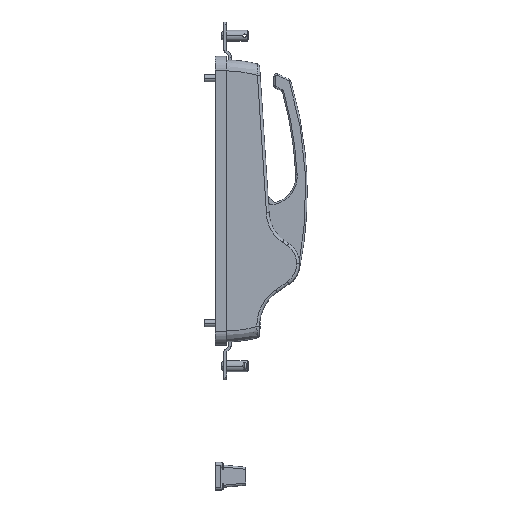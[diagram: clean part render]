
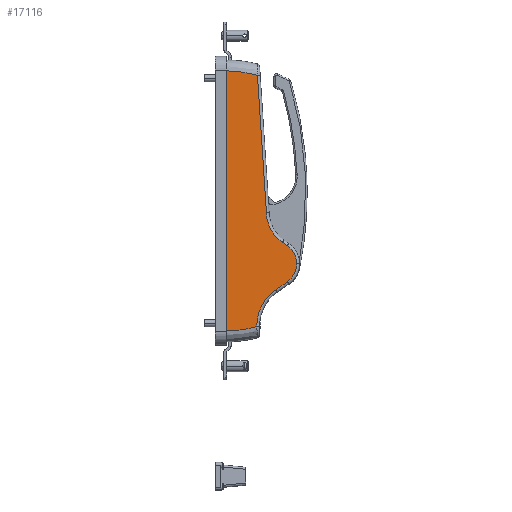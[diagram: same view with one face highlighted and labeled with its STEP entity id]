
A CAD part, top view. The second image highlights one B-rep face of the part: STEP entity #17116.
In plain terms, the highlighted face is planar.
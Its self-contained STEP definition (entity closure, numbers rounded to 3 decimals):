
#95 = FACE_OUTER_BOUND ( 'NONE', #16241, .T. ) ;
#205 = CARTESIAN_POINT ( 'NONE',  ( -21.617, -55.751, 50.575 ) ) ;
#1096 = CARTESIAN_POINT ( 'NONE',  ( -21.958, -8.589, 31.036 ) ) ;
#1238 = VECTOR ( 'NONE', #3728, 1000. ) ;
#1614 = ORIENTED_EDGE ( 'NONE', *, *, #15197, .T. ) ;
#1683 = LINE ( 'NONE', #3659, #16417 ) ;
#1774 = CARTESIAN_POINT ( 'NONE',  ( -21.995, -70.891, 28.954 ) ) ;
#1851 = CARTESIAN_POINT ( 'NONE',  ( -22.491, -94.499, 0.509 ) ) ;
#2141 = CARTESIAN_POINT ( 'NONE',  ( -21.693, -58.806, 46.212 ) ) ;
#2561 =( BOUNDED_CURVE ( )  B_SPLINE_CURVE ( 3, ( #10653, #22182, #12582, #1096 ),
 .UNSPECIFIED., .F., .F. ) 
 B_SPLINE_CURVE_WITH_KNOTS ( ( 4, 4 ),
 ( 2.182, 3.116 ),
 .UNSPECIFIED. ) 
 CURVE ( )  GEOMETRIC_REPRESENTATION_ITEM ( )  RATIONAL_B_SPLINE_CURVE ( ( 1., 0.929, 0.929, 1. ) ) 
 REPRESENTATION_ITEM ( '' )  );
#3457 = EDGE_CURVE ( 'NONE', #23514, #6808, #16746, .T. ) ;
#3490 = ORIENTED_EDGE ( 'NONE', *, *, #3457, .T. ) ;
#3659 = CARTESIAN_POINT ( 'NONE',  ( -22.08, 105., 24.035 ) ) ;
#3677 = PLANE ( 'NONE',  #12601 ) ;
#3728 = DIRECTION ( 'NONE',  ( -0.001, 0.998, -0.065 ) ) ;
#3742 = CARTESIAN_POINT ( 'NONE',  ( -21.693, -58.806, 46.212 ) ) ;
#4064 = EDGE_CURVE ( 'NONE', #24097, #23514, #19968, .T. ) ;
#4184 = CARTESIAN_POINT ( 'NONE',  ( -22.209, 93.394, 16.69 ) ) ;
#4582 =( BOUNDED_CURVE ( )  B_SPLINE_CURVE ( 3, ( #24324, #10867, #16680, #5177 ),
 .UNSPECIFIED., .F., .F. ) 
 B_SPLINE_CURVE_WITH_KNOTS ( ( 4, 4 ),
 ( 0., 0.96 ),
 .UNSPECIFIED. ) 
 CURVE ( )  GEOMETRIC_REPRESENTATION_ITEM ( )  RATIONAL_B_SPLINE_CURVE ( ( 1., 0.925, 0.925, 1. ) ) 
 REPRESENTATION_ITEM ( '' )  );
#4610 = VERTEX_POINT ( 'NONE', #22295 ) ;
#5177 = CARTESIAN_POINT ( 'NONE',  ( -21.693, -32.594, 46.212 ) ) ;
#5305 = EDGE_CURVE ( 'NONE', #6808, #9570, #22584, .T. ) ;
#5598 = DIRECTION ( 'NONE',  ( 1., 0., -0.017 ) ) ;
#5983 = CARTESIAN_POINT ( 'NONE',  ( -21.574, -45.7, 53.035 ) ) ;
#6050 = CARTESIAN_POINT ( 'NONE',  ( -22.08, -90.993, 24.035 ) ) ;
#6103 = CARTESIAN_POINT ( 'NONE',  ( -22.072, 91.295, 24.541 ) ) ;
#6775 = VERTEX_POINT ( 'NONE', #6050 ) ;
#6808 = VERTEX_POINT ( 'NONE', #21519 ) ;
#7126 = VECTOR ( 'NONE', #15509, 1000. ) ;
#7557 = CARTESIAN_POINT ( 'NONE',  ( -22.215, -93.439, 16.343 ) ) ;
#7587 = CARTESIAN_POINT ( 'NONE',  ( -22.085, 102.646, 23.803 ) ) ;
#7779 =( BOUNDED_CURVE ( )  B_SPLINE_CURVE ( 3, ( #9419, #13186, #1774, #15243 ),
 .UNSPECIFIED., .F., .F. ) 
 B_SPLINE_CURVE_WITH_KNOTS ( ( 4, 4 ),
 ( 3.142, 4.102 ),
 .UNSPECIFIED. ) 
 CURVE ( )  GEOMETRIC_REPRESENTATION_ITEM ( )  RATIONAL_B_SPLINE_CURVE ( ( 1., 0.925, 0.925, 1. ) ) 
 REPRESENTATION_ITEM ( '' )  );
#8049 = CARTESIAN_POINT ( 'NONE',  ( -22.491, 94.499, 0.509 ) ) ;
#8562 = VERTEX_POINT ( 'NONE', #3742 ) ;
#8688 = ORIENTED_EDGE ( 'NONE', *, *, #22572, .T. ) ;
#8948 = CARTESIAN_POINT ( 'NONE',  ( -22.072, 91.295, 24.541 ) ) ;
#9403 = ORIENTED_EDGE ( 'NONE', *, *, #17883, .T. ) ;
#9419 = CARTESIAN_POINT ( 'NONE',  ( -22.08, -90.993, 24.035 ) ) ;
#9570 = VERTEX_POINT ( 'NONE', #11119 ) ;
#10589 = EDGE_CURVE ( 'NONE', #20462, #16314, #2561, .T. ) ;
#10614 = VERTEX_POINT ( 'NONE', #14869 ) ;
#10653 = CARTESIAN_POINT ( 'NONE',  ( -21.757, -30.023, 42.541 ) ) ;
#10867 = CARTESIAN_POINT ( 'NONE',  ( -21.574, -40.373, 53.035 ) ) ;
#11119 = CARTESIAN_POINT ( 'NONE',  ( -22.08, -91.429, 24.035 ) ) ;
#11281 = EDGE_CURVE ( 'NONE', #6775, #4610, #7779, .T. ) ;
#11413 = CARTESIAN_POINT ( 'NONE',  ( -22.352, -94.468, 8.459 ) ) ;
#11512 = DIRECTION ( 'NONE',  ( -0.014, 0.574, -0.819 ) ) ;
#12229 = LINE ( 'NONE', #21200, #7126 ) ;
#12582 = CARTESIAN_POINT ( 'NONE',  ( -21.954, -17.32, 31.258 ) ) ;
#12601 = AXIS2_PLACEMENT_3D ( 'NONE', #15214, #5598, #19039 ) ;
#13186 = CARTESIAN_POINT ( 'NONE',  ( -22.08, -80.34, 24.035 ) ) ;
#14530 = ORIENTED_EDGE ( 'NONE', *, *, #22722, .T. ) ;
#14869 = CARTESIAN_POINT ( 'NONE',  ( -21.693, -32.594, 46.212 ) ) ;
#15197 = EDGE_CURVE ( 'NONE', #16314, #24097, #21684, .T. ) ;
#15214 = CARTESIAN_POINT ( 'NONE',  ( -21.453, 105., 60. ) ) ;
#15243 = CARTESIAN_POINT ( 'NONE',  ( -21.842, -64.78, 37.68 ) ) ;
#15315 = CARTESIAN_POINT ( 'NONE',  ( -22.08, -91.429, 24.035 ) ) ;
#15509 = DIRECTION ( 'NONE',  ( 0.014, 0.574, 0.819 ) ) ;
#15722 = CARTESIAN_POINT ( 'NONE',  ( -22.349, 94.468, 8.635 ) ) ;
#15885 = DIRECTION ( 'NONE',  ( 0., -1., 0. ) ) ;
#16241 = EDGE_LOOP ( 'NONE', ( #24169, #3490, #21701, #14530, #18890, #23913, #9403, #8688, #23396, #22648, #1614 ) ) ;
#16314 = VERTEX_POINT ( 'NONE', #21357 ) ;
#16417 = VECTOR ( 'NONE', #17084, 1000. ) ;
#16680 = CARTESIAN_POINT ( 'NONE',  ( -21.617, -35.649, 50.575 ) ) ;
#16746 = LINE ( 'NONE', #19717, #21867 ) ;
#17084 = DIRECTION ( 'NONE',  ( 0., 1., 0. ) ) ;
#17116 = ADVANCED_FACE ( 'NONE', ( #95 ), #3677, .F. ) ;
#17305 = CARTESIAN_POINT ( 'NONE',  ( -22.66, 6.185, -9.17 ) ) ;
#17351 = VECTOR ( 'NONE', #11512, 1000. ) ;
#17502 = CARTESIAN_POINT ( 'NONE',  ( -21.574, -51.027, 53.035 ) ) ;
#17883 = EDGE_CURVE ( 'NONE', #8562, #21383, #20893, .T. ) ;
#17976 = CARTESIAN_POINT ( 'NONE',  ( -22.491, 94.499, 0.509 ) ) ;
#18821 = CARTESIAN_POINT ( 'NONE',  ( -21.757, -30.023, 42.541 ) ) ;
#18890 = ORIENTED_EDGE ( 'NONE', *, *, #11281, .T. ) ;
#19039 = DIRECTION ( 'NONE',  ( -0.017, 0., -1. ) ) ;
#19717 = CARTESIAN_POINT ( 'NONE',  ( -22.491, 105., 0.509 ) ) ;
#19968 =( BOUNDED_CURVE ( )  B_SPLINE_CURVE ( 3, ( #6103, #4184, #15722, #8049 ),
 .UNSPECIFIED., .F., .F. ) 
 B_SPLINE_CURVE_WITH_KNOTS ( ( 4, 4 ),
 ( 1.31, 1.567 ),
 .UNSPECIFIED. ) 
 CURVE ( )  GEOMETRIC_REPRESENTATION_ITEM ( )  RATIONAL_B_SPLINE_CURVE ( ( 1., 0.994, 0.994, 1. ) ) 
 REPRESENTATION_ITEM ( '' )  );
#20382 = CARTESIAN_POINT ( 'NONE',  ( -21.574, -45.7, 53.035 ) ) ;
#20462 = VERTEX_POINT ( 'NONE', #18821 ) ;
#20545 = EDGE_CURVE ( 'NONE', #10614, #20462, #23095, .T. ) ;
#20582 = EDGE_CURVE ( 'NONE', #4610, #8562, #12229, .T. ) ;
#20893 =( BOUNDED_CURVE ( )  B_SPLINE_CURVE ( 3, ( #2141, #205, #17502, #5983 ),
 .UNSPECIFIED., .F., .F. ) 
 B_SPLINE_CURVE_WITH_KNOTS ( ( 4, 4 ),
 ( 5.323, 6.283 ),
 .UNSPECIFIED. ) 
 CURVE ( )  GEOMETRIC_REPRESENTATION_ITEM ( )  RATIONAL_B_SPLINE_CURVE ( ( 1., 0.925, 0.925, 1. ) ) 
 REPRESENTATION_ITEM ( '' )  );
#21200 = CARTESIAN_POINT ( 'NONE',  ( -20.189, 1.552, 132.413 ) ) ;
#21357 = CARTESIAN_POINT ( 'NONE',  ( -21.958, -8.589, 31.036 ) ) ;
#21383 = VERTEX_POINT ( 'NONE', #20382 ) ;
#21519 = CARTESIAN_POINT ( 'NONE',  ( -22.491, -94.499, 0.509 ) ) ;
#21684 = LINE ( 'NONE', #7587, #1238 ) ;
#21701 = ORIENTED_EDGE ( 'NONE', *, *, #5305, .T. ) ;
#21867 = VECTOR ( 'NONE', #15885, 1000. ) ;
#22182 = CARTESIAN_POINT ( 'NONE',  ( -21.882, -25.014, 35.388 ) ) ;
#22295 = CARTESIAN_POINT ( 'NONE',  ( -21.842, -64.78, 37.68 ) ) ;
#22572 = EDGE_CURVE ( 'NONE', #21383, #10614, #4582, .T. ) ;
#22584 =( BOUNDED_CURVE ( )  B_SPLINE_CURVE ( 3, ( #1851, #11413, #7557, #15315 ),
 .UNSPECIFIED., .F., .T. ) 
 B_SPLINE_CURVE_WITH_KNOTS ( ( 4, 4 ),
 ( 4.716, 4.968 ),
 .UNSPECIFIED. ) 
 CURVE ( )  GEOMETRIC_REPRESENTATION_ITEM ( )  RATIONAL_B_SPLINE_CURVE ( ( 1., 0.995, 0.995, 1. ) ) 
 REPRESENTATION_ITEM ( '' )  );
#22648 = ORIENTED_EDGE ( 'NONE', *, *, #10589, .T. ) ;
#22722 = EDGE_CURVE ( 'NONE', #9570, #6775, #1683, .T. ) ;
#23095 = LINE ( 'NONE', #17305, #17351 ) ;
#23396 = ORIENTED_EDGE ( 'NONE', *, *, #20545, .T. ) ;
#23514 = VERTEX_POINT ( 'NONE', #17976 ) ;
#23913 = ORIENTED_EDGE ( 'NONE', *, *, #20582, .T. ) ;
#24097 = VERTEX_POINT ( 'NONE', #8948 ) ;
#24169 = ORIENTED_EDGE ( 'NONE', *, *, #4064, .T. ) ;
#24324 = CARTESIAN_POINT ( 'NONE',  ( -21.574, -45.7, 53.035 ) ) ;
